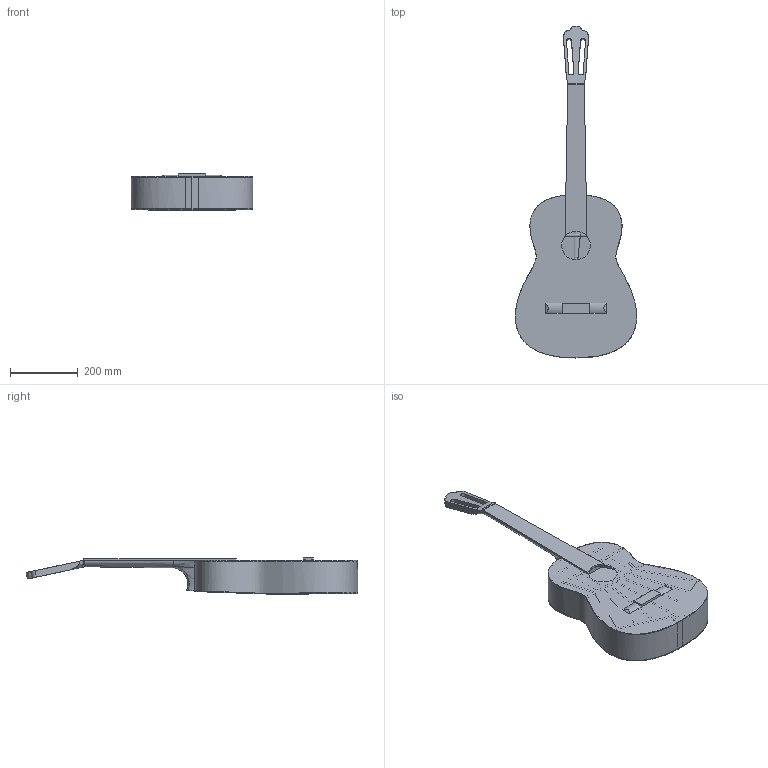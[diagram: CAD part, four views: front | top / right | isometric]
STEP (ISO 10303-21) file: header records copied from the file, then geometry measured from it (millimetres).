
FILE_DESCRIPTION(/* description */ (''),/* implementation_level */ '2;1');
FILE_NAME(/* name */ 'complete_body13.step',/* time_stamp */ '2023-10-31T12:34:50+01:00',/* author */ (''),/* organization */ (''),/* preprocessor_version */ 'ST-DEVELOPER v20',/* originating_system */ 'Autodesk Translation Framework v12.14.0.127',/* authorisation */ '');
FILE_SCHEMA (('AUTOMOTIVE_DESIGN { 1 0 10303 214 3 1 1 }'));
Length unit declared in the file: millimetre
Products named in the file (1): complete body
Bounding box: 359.09 x 982.22 x 108.26 mm (x, y, z)
Volume: 1829965.3 mm3; surface area: 1099666.9 mm2
Topology: 31 solids, 31 shells, 254 faces, 574 edges, 380 vertices
Faces by surface type: plane 151, bspline 62, cylinder 25, sphere 12, torus 4
Full cylindrical faces by diameter (mm): 85.016 x1
Entity records: 11517 total; most frequent: CARTESIAN_POINT 6345, ORIENTED_EDGE 1148, DIRECTION 820, EDGE_CURVE 574, VERTEX_POINT 380, LINE 294, VECTOR 294, AXIS2_PLACEMENT_3D 263
